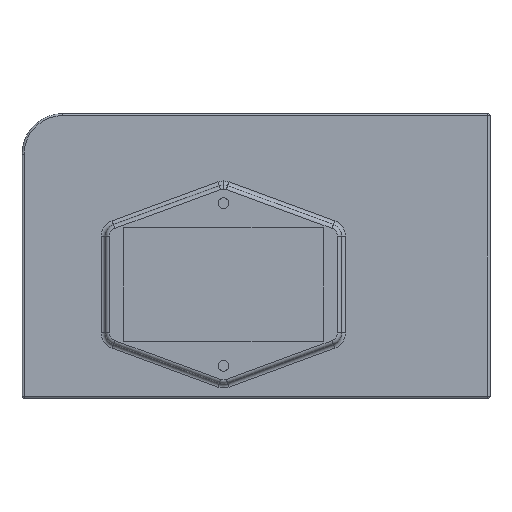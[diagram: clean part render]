
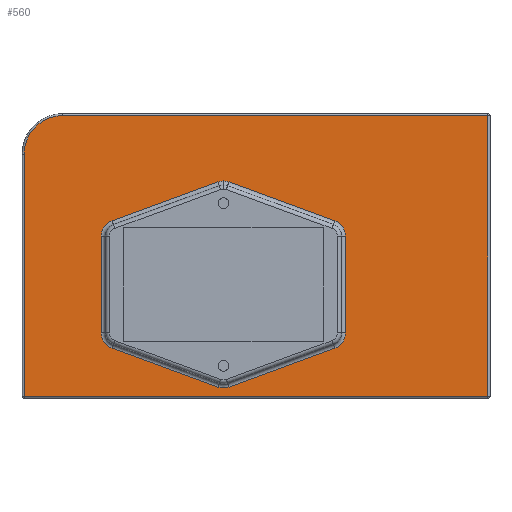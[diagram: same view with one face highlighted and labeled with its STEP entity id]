
A CAD part, front view. The second image highlights one B-rep face of the part: STEP entity #560.
In plain terms, the highlighted planar face has unit normal (0, -1, 0).
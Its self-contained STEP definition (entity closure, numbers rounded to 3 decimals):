
#1 = CARTESIAN_POINT ( 'NONE',  ( -8., -27., 49.438 ) ) ;
#12 = AXIS2_PLACEMENT_3D ( 'NONE', #1369, #223, #1543 ) ;
#17 = CARTESIAN_POINT ( 'NONE',  ( 18., -27., 16.095 ) ) ;
#28 = VECTOR ( 'NONE', #2298, 1000. ) ;
#65 = DIRECTION ( 'NONE',  ( 0., 1., 0. ) ) ;
#75 = VERTEX_POINT ( 'NONE', #675 ) ;
#86 = CARTESIAN_POINT ( 'NONE',  ( 57., -27., 70. ) ) ;
#143 = VERTEX_POINT ( 'NONE', #2338 ) ;
#164 = ORIENTED_EDGE ( 'NONE', *, *, #1497, .T. ) ;
#172 = VERTEX_POINT ( 'NONE', #2287 ) ;
#210 = ORIENTED_EDGE ( 'NONE', *, *, #1411, .T. ) ;
#214 = CIRCLE ( 'NONE', #1832, 4. ) ;
#217 = DIRECTION ( 'NONE',  ( 0., 0., 1. ) ) ;
#222 = AXIS2_PLACEMENT_3D ( 'NONE', #1964, #910, #2143 ) ;
#223 = DIRECTION ( 'NONE',  ( 0., 1., 0. ) ) ;
#229 = VECTOR ( 'NONE', #2079, 1000. ) ;
#234 = DIRECTION ( 'NONE',  ( 0., 0., 1. ) ) ;
#257 = CARTESIAN_POINT ( 'NONE',  ( -6.623, -27., 2.806 ) ) ;
#266 = ORIENTED_EDGE ( 'NONE', *, *, #1527, .T. ) ;
#267 = EDGE_CURVE ( 'NONE', #2030, #1608, #214, .T. ) ;
#282 = DIRECTION ( 'NONE',  ( -0.939, 0., 0.344 ) ) ;
#291 = VERTEX_POINT ( 'NONE', #682 ) ;
#296 = LINE ( 'NONE', #2235, #2190 ) ;
#299 = CARTESIAN_POINT ( 'NONE',  ( -9.377, -27., 2.806 ) ) ;
#307 = DIRECTION ( 'NONE',  ( 1., 0., 0. ) ) ;
#320 = DIRECTION ( 'NONE',  ( 0., -1., 0. ) ) ;
#326 = CARTESIAN_POINT ( 'NONE',  ( 19.377, -27., 12.34 ) ) ;
#327 = ORIENTED_EDGE ( 'NONE', *, *, #267, .T. ) ;
#368 = AXIS2_PLACEMENT_3D ( 'NONE', #1449, #320, #1625 ) ;
#447 = AXIS2_PLACEMENT_3D ( 'NONE', #2014, #2364, #1306 ) ;
#454 = LINE ( 'NONE', #86, #1094 ) ;
#472 = CARTESIAN_POINT ( 'NONE',  ( -8., -27., 53.438 ) ) ;
#483 = CARTESIAN_POINT ( 'NONE',  ( -38., -27., 39.905 ) ) ;
#493 = CARTESIAN_POINT ( 'NONE',  ( -34., -27., 16.095 ) ) ;
#504 = CARTESIAN_POINT ( 'NONE',  ( -57., -27., 70. ) ) ;
#522 = CARTESIAN_POINT ( 'NONE',  ( -6.623, -27., 53.194 ) ) ;
#526 = VERTEX_POINT ( 'NONE', #1890 ) ;
#560 = ADVANCED_FACE ( 'NONE', ( #2346, #2291 ), #1484, .F. ) ;
#598 = ORIENTED_EDGE ( 'NONE', *, *, #1425, .T. ) ;
#605 = ORIENTED_EDGE ( 'NONE', *, *, #1437, .T. ) ;
#619 = VERTEX_POINT ( 'NONE', #1344 ) ;
#621 = DIRECTION ( 'NONE',  ( 0.939, 0., 0.344 ) ) ;
#648 = CIRCLE ( 'NONE', #2366, 4. ) ;
#673 = DIRECTION ( 'NONE',  ( 0., 1., 0. ) ) ;
#675 = CARTESIAN_POINT ( 'NONE',  ( -57., -27., 60. ) ) ;
#682 = CARTESIAN_POINT ( 'NONE',  ( 22., -27., 39.905 ) ) ;
#686 = CARTESIAN_POINT ( 'NONE',  ( -57., -27., 0.5 ) ) ;
#693 = VERTEX_POINT ( 'NONE', #999 ) ;
#705 = DIRECTION ( 'NONE',  ( 0., 0., 1. ) ) ;
#715 = VECTOR ( 'NONE', #282, 1000. ) ;
#776 = VERTEX_POINT ( 'NONE', #2243 ) ;
#837 = CARTESIAN_POINT ( 'NONE',  ( 22., -27., 16.095 ) ) ;
#839 = ORIENTED_EDGE ( 'NONE', *, *, #1473, .T. ) ;
#847 = CARTESIAN_POINT ( 'NONE',  ( 19.377, -27., 43.66 ) ) ;
#848 = DIRECTION ( 'NONE',  ( -0.939, 0., -0.344 ) ) ;
#850 = CARTESIAN_POINT ( 'NONE',  ( 57., -27., 69.5 ) ) ;
#862 = VERTEX_POINT ( 'NONE', #850 ) ;
#897 = LINE ( 'NONE', #1353, #1780 ) ;
#910 = DIRECTION ( 'NONE',  ( 0., 1., 0. ) ) ;
#915 = VECTOR ( 'NONE', #2153, 1000. ) ;
#919 = CARTESIAN_POINT ( 'NONE',  ( -57.5, -27., 69.5 ) ) ;
#974 = ORIENTED_EDGE ( 'NONE', *, *, #1552, .T. ) ;
#981 = VECTOR ( 'NONE', #2312, 1000. ) ;
#983 = ORIENTED_EDGE ( 'NONE', *, *, #1547, .T. ) ;
#999 = CARTESIAN_POINT ( 'NONE',  ( -47.5, -27., 69.5 ) ) ;
#1006 = CARTESIAN_POINT ( 'NONE',  ( 22., -27., 16.095 ) ) ;
#1087 = CARTESIAN_POINT ( 'NONE',  ( 57., -27., 0.5 ) ) ;
#1094 = VECTOR ( 'NONE', #1619, 1000. ) ;
#1095 = ORIENTED_EDGE ( 'NONE', *, *, #1456, .T. ) ;
#1112 = VERTEX_POINT ( 'NONE', #686 ) ;
#1150 = LINE ( 'NONE', #1596, #715 ) ;
#1203 = VECTOR ( 'NONE', #848, 1000. ) ;
#1242 = CARTESIAN_POINT ( 'NONE',  ( -8., -27., 6.562 ) ) ;
#1257 = CIRCLE ( 'NONE', #12, 4. ) ;
#1306 = DIRECTION ( 'NONE',  ( 0., 0., 1. ) ) ;
#1308 = LINE ( 'NONE', #837, #229 ) ;
#1344 = CARTESIAN_POINT ( 'NONE',  ( -35.377, -27., 43.66 ) ) ;
#1353 = CARTESIAN_POINT ( 'NONE',  ( -46.365, -27., 39.631 ) ) ;
#1360 = DIRECTION ( 'NONE',  ( 0., 1., 0. ) ) ;
#1369 = CARTESIAN_POINT ( 'NONE',  ( 18., -27., 39.905 ) ) ;
#1377 = DIRECTION ( 'NONE',  ( 0., 1., 0. ) ) ;
#1380 = LINE ( 'NONE', #919, #915 ) ;
#1391 = CARTESIAN_POINT ( 'NONE',  ( -9.377, -27., 53.194 ) ) ;
#1411 = EDGE_CURVE ( 'NONE', #619, #1982, #897, .T. ) ;
#1420 = DIRECTION ( 'NONE',  ( 0., 0., 1. ) ) ;
#1425 = EDGE_CURVE ( 'NONE', #1982, #2030, #2242, .T. ) ;
#1436 = VERTEX_POINT ( 'NONE', #1006 ) ;
#1437 = EDGE_CURVE ( 'NONE', #1608, #1953, #296, .T. ) ;
#1449 = CARTESIAN_POINT ( 'NONE',  ( -47.5, -27., 60. ) ) ;
#1452 = LINE ( 'NONE', #504, #981 ) ;
#1456 = EDGE_CURVE ( 'NONE', #1953, #291, #1257, .T. ) ;
#1471 = EDGE_CURVE ( 'NONE', #291, #1436, #1308, .T. ) ;
#1473 = EDGE_CURVE ( 'NONE', #1436, #2370, #1723, .T. ) ;
#1483 = EDGE_CURVE ( 'NONE', #2370, #2085, #1665, .T. ) ;
#1484 = PLANE ( 'NONE',  #447 ) ;
#1485 = ORIENTED_EDGE ( 'NONE', *, *, #1585, .T. ) ;
#1488 = EDGE_CURVE ( 'NONE', #2085, #1541, #2141, .T. ) ;
#1497 = EDGE_CURVE ( 'NONE', #1541, #143, #1150, .T. ) ;
#1505 = ORIENTED_EDGE ( 'NONE', *, *, #1483, .T. ) ;
#1511 = EDGE_CURVE ( 'NONE', #143, #172, #648, .T. ) ;
#1513 = EDGE_CURVE ( 'NONE', #172, #776, #1555, .T. ) ;
#1527 = EDGE_CURVE ( 'NONE', #776, #619, #2385, .T. ) ;
#1538 = EDGE_CURVE ( 'NONE', #75, #1112, #1452, .T. ) ;
#1541 = VERTEX_POINT ( 'NONE', #299 ) ;
#1543 = DIRECTION ( 'NONE',  ( 0., 0., 1. ) ) ;
#1547 = EDGE_CURVE ( 'NONE', #1112, #526, #1977, .T. ) ;
#1552 = EDGE_CURVE ( 'NONE', #526, #862, #454, .T. ) ;
#1555 = LINE ( 'NONE', #483, #28 ) ;
#1572 = EDGE_CURVE ( 'NONE', #862, #693, #1380, .T. ) ;
#1585 = EDGE_CURVE ( 'NONE', #693, #75, #2254, .T. ) ;
#1596 = CARTESIAN_POINT ( 'NONE',  ( -73.515, -27., 26.324 ) ) ;
#1608 = VERTEX_POINT ( 'NONE', #522 ) ;
#1619 = DIRECTION ( 'NONE',  ( 0., 0., 1. ) ) ;
#1625 = DIRECTION ( 'NONE',  ( 0., 0., 1. ) ) ;
#1665 = LINE ( 'NONE', #1909, #1203 ) ;
#1689 = EDGE_LOOP ( 'NONE', ( #2297, #983, #974, #2245, #1485 ) ) ;
#1713 = DIRECTION ( 'NONE',  ( 0.939, 0., -0.344 ) ) ;
#1723 = CIRCLE ( 'NONE', #1771, 4. ) ;
#1749 = CARTESIAN_POINT ( 'NONE',  ( -8., -27., 49.438 ) ) ;
#1771 = AXIS2_PLACEMENT_3D ( 'NONE', #17, #1377, #234 ) ;
#1776 = DIRECTION ( 'NONE',  ( 0., 1., 0. ) ) ;
#1780 = VECTOR ( 'NONE', #621, 1000. ) ;
#1800 = AXIS2_PLACEMENT_3D ( 'NONE', #1, #1360, #217 ) ;
#1832 = AXIS2_PLACEMENT_3D ( 'NONE', #1749, #673, #1934 ) ;
#1890 = CARTESIAN_POINT ( 'NONE',  ( 57., -27., 0.5 ) ) ;
#1908 = ORIENTED_EDGE ( 'NONE', *, *, #1513, .T. ) ;
#1909 = CARTESIAN_POINT ( 'NONE',  ( -29.753, -27., -5.674 ) ) ;
#1934 = DIRECTION ( 'NONE',  ( 0., 0., 1. ) ) ;
#1953 = VERTEX_POINT ( 'NONE', #847 ) ;
#1964 = CARTESIAN_POINT ( 'NONE',  ( -34., -27., 39.905 ) ) ;
#1977 = LINE ( 'NONE', #1087, #2330 ) ;
#1982 = VERTEX_POINT ( 'NONE', #1391 ) ;
#2014 = CARTESIAN_POINT ( 'NONE',  ( -57.5, -27., 70. ) ) ;
#2024 = ORIENTED_EDGE ( 'NONE', *, *, #1471, .T. ) ;
#2030 = VERTEX_POINT ( 'NONE', #472 ) ;
#2054 = ORIENTED_EDGE ( 'NONE', *, *, #1488, .T. ) ;
#2079 = DIRECTION ( 'NONE',  ( 0., 0., -1. ) ) ;
#2085 = VERTEX_POINT ( 'NONE', #257 ) ;
#2132 = AXIS2_PLACEMENT_3D ( 'NONE', #1242, #65, #1420 ) ;
#2141 = CIRCLE ( 'NONE', #2132, 4. ) ;
#2143 = DIRECTION ( 'NONE',  ( 0., 0., 1. ) ) ;
#2153 = DIRECTION ( 'NONE',  ( -1., 0., 0. ) ) ;
#2177 = EDGE_LOOP ( 'NONE', ( #210, #598, #327, #605, #1095, #2024, #839, #1505, #2054, #164, #2307, #1908, #266 ) ) ;
#2190 = VECTOR ( 'NONE', #1713, 1000. ) ;
#2235 = CARTESIAN_POINT ( 'NONE',  ( -56.903, -27., 71.629 ) ) ;
#2242 = CIRCLE ( 'NONE', #1800, 4. ) ;
#2243 = CARTESIAN_POINT ( 'NONE',  ( -38., -27., 39.905 ) ) ;
#2245 = ORIENTED_EDGE ( 'NONE', *, *, #1572, .T. ) ;
#2254 = CIRCLE ( 'NONE', #368, 9.5 ) ;
#2287 = CARTESIAN_POINT ( 'NONE',  ( -38., -27., 16.095 ) ) ;
#2291 = FACE_OUTER_BOUND ( 'NONE', #1689, .T. ) ;
#2297 = ORIENTED_EDGE ( 'NONE', *, *, #1538, .T. ) ;
#2298 = DIRECTION ( 'NONE',  ( 0., 0., 1. ) ) ;
#2307 = ORIENTED_EDGE ( 'NONE', *, *, #1511, .T. ) ;
#2312 = DIRECTION ( 'NONE',  ( 0., 0., -1. ) ) ;
#2330 = VECTOR ( 'NONE', #307, 1000. ) ;
#2338 = CARTESIAN_POINT ( 'NONE',  ( -35.377, -27., 12.34 ) ) ;
#2346 = FACE_BOUND ( 'NONE', #2177, .T. ) ;
#2364 = DIRECTION ( 'NONE',  ( 0., 1., 0. ) ) ;
#2366 = AXIS2_PLACEMENT_3D ( 'NONE', #493, #1776, #705 ) ;
#2370 = VERTEX_POINT ( 'NONE', #326 ) ;
#2385 = CIRCLE ( 'NONE', #222, 4. ) ;
